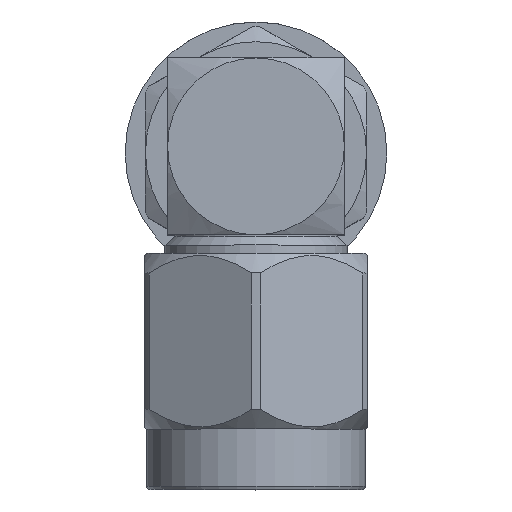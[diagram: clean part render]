
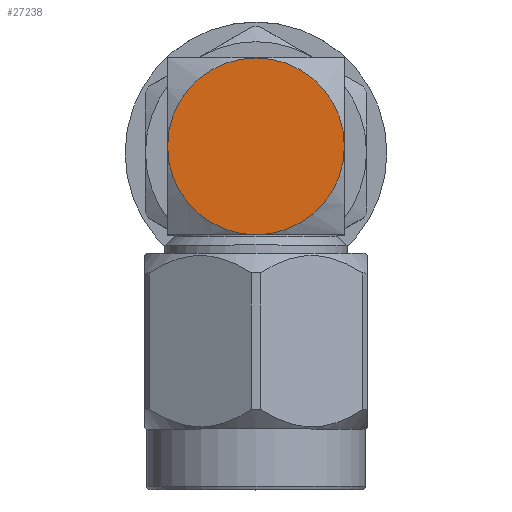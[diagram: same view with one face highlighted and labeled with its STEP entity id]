
A CAD part, top view. The second image highlights one B-rep face of the part: STEP entity #27238.
In plain terms, the highlighted face is planar.
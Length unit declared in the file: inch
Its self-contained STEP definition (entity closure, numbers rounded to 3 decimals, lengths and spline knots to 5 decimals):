
#817 = CIRCLE ( 'NONE', #18135, 0.125 ) ;
#2182 = CARTESIAN_POINT ( 'NONE',  ( -0.125, -0.36023, -0.125 ) ) ;
#5084 = FACE_OUTER_BOUND ( 'NONE', #28561, .T. ) ;
#6030 = CARTESIAN_POINT ( 'NONE',  ( -0.125, -0.48523, 0. ) ) ;
#7385 = CIRCLE ( 'NONE', #33911, 0.125 ) ;
#8217 = AXIS2_PLACEMENT_3D ( 'NONE', #2182, #22488, #19791 ) ;
#8569 = ORIENTED_EDGE ( 'NONE', *, *, #28707, .T. ) ;
#11868 = DIRECTION ( 'NONE',  ( 0., 0., 1. ) ) ;
#13074 = DIRECTION ( 'NONE',  ( -1., 0., 0. ) ) ;
#16145 = VERTEX_POINT ( 'NONE', #33190 ) ;
#16157 = DIRECTION ( 'NONE',  ( 0., 0., 1. ) ) ;
#18135 = AXIS2_PLACEMENT_3D ( 'NONE', #33336, #13074, #16157 ) ;
#19602 = PLANE ( 'NONE',  #8217 ) ;
#19791 = DIRECTION ( 'NONE',  ( 0., 0., 1. ) ) ;
#20735 = DIRECTION ( 'NONE',  ( -1., 0., 0. ) ) ;
#22488 = DIRECTION ( 'NONE',  ( -1., 0., 0. ) ) ;
#26226 = CARTESIAN_POINT ( 'NONE',  ( -0.125, -0.48523, -0.125 ) ) ;
#27238 = ADVANCED_FACE ( 'NONE', ( #5084 ), #19602, .T. ) ;
#28561 = EDGE_LOOP ( 'NONE', ( #29207, #8569 ) ) ;
#28707 = EDGE_CURVE ( 'NONE', #16145, #35144, #817, .T. ) ;
#29207 = ORIENTED_EDGE ( 'NONE', *, *, #34341, .T. ) ;
#33190 = CARTESIAN_POINT ( 'NONE',  ( -0.125, -0.48523, 0.125 ) ) ;
#33336 = CARTESIAN_POINT ( 'NONE',  ( -0.125, -0.48523, 0. ) ) ;
#33911 = AXIS2_PLACEMENT_3D ( 'NONE', #6030, #20735, #11868 ) ;
#34341 = EDGE_CURVE ( 'NONE', #35144, #16145, #7385, .T. ) ;
#35144 = VERTEX_POINT ( 'NONE', #26226 ) ;
